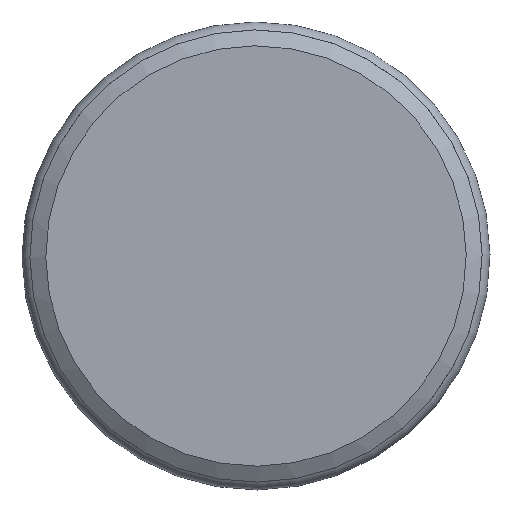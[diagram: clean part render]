
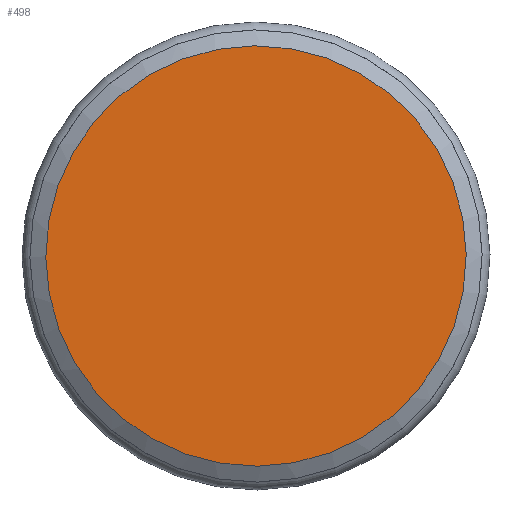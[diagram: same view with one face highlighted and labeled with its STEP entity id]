
A CAD part, front view. The second image highlights one B-rep face of the part: STEP entity #498.
In plain terms, the highlighted planar face has unit normal (0, -1, 0).
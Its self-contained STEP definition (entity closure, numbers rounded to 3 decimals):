
#108=FACE_OUTER_BOUND('',#143,.T.);
#143=EDGE_LOOP('',(#340));
#179=CIRCLE('',#561,26.5);
#215=VERTEX_POINT('',#795);
#262=EDGE_CURVE('',#215,#215,#179,.T.);
#340=ORIENTED_EDGE('',*,*,#262,.T.);
#486=PLANE('',#560);
#498=ADVANCED_FACE('',(#108),#486,.T.);
#560=AXIS2_PLACEMENT_3D('',#794,#639,#640);
#561=AXIS2_PLACEMENT_3D('',#796,#641,#642);
#639=DIRECTION('center_axis',(0.,-1.,0.));
#640=DIRECTION('ref_axis',(-0.336,0.,-0.942));
#641=DIRECTION('center_axis',(0.,-1.,0.));
#642=DIRECTION('ref_axis',(0.942,0.,-0.336));
#794=CARTESIAN_POINT('Origin',(23.731,0.,-8.461));
#795=CARTESIAN_POINT('',(-24.961,0.,8.9));
#796=CARTESIAN_POINT('Origin',(0.,0.,0.));
